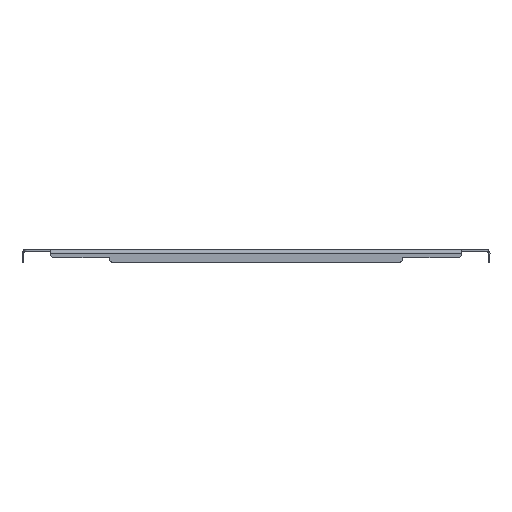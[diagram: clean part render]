
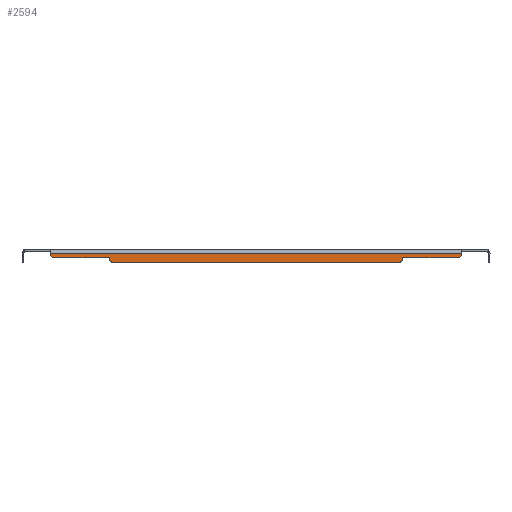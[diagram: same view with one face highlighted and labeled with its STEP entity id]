
A CAD part, front view. The second image highlights one B-rep face of the part: STEP entity #2594.
In plain terms, the highlighted planar face has unit normal (0, -1, 0).
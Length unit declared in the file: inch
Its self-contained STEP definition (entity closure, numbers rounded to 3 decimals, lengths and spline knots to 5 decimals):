
#21 = CARTESIAN_POINT ( 'NONE',  ( 14.46875, -22.46875, -0.2465 ) ) ;
#160 = DIRECTION ( 'NONE',  ( 1., 0., 0. ) ) ;
#184 = CARTESIAN_POINT ( 'NONE',  ( 14.46875, -22.46875, -0.2465 ) ) ;
#244 = LINE ( 'NONE', #1536, #1192 ) ;
#251 = CARTESIAN_POINT ( 'NONE',  ( 14.21875, -22.46875, -0.5415 ) ) ;
#270 = EDGE_CURVE ( 'NONE', #1073, #2208, #823, .T. ) ;
#349 = VERTEX_POINT ( 'NONE', #3300 ) ;
#351 = AXIS2_PLACEMENT_3D ( 'NONE', #2544, #539, #1558 ) ;
#379 = CARTESIAN_POINT ( 'NONE',  ( 10.34375, -22.46875, -0.5415 ) ) ;
#390 = AXIS2_PLACEMENT_3D ( 'NONE', #2788, #2100, #3098 ) ;
#460 = ORIENTED_EDGE ( 'NONE', *, *, #3376, .T. ) ;
#539 = DIRECTION ( 'NONE',  ( 0., -1., 0. ) ) ;
#594 = CARTESIAN_POINT ( 'NONE',  ( -14.46875, -22.46875, -0.2465 ) ) ;
#748 = CARTESIAN_POINT ( 'NONE',  ( -16.34375, -22.46875, -0.5415 ) ) ;
#787 = AXIS2_PLACEMENT_3D ( 'NONE', #3011, #2595, #3887 ) ;
#823 = CIRCLE ( 'NONE', #351, 0.25 ) ;
#851 = CARTESIAN_POINT ( 'NONE',  ( 10.09375, -22.46875, -0.854 ) ) ;
#860 = CARTESIAN_POINT ( 'NONE',  ( 14.46875, -22.46875, -0.2915 ) ) ;
#968 = DIRECTION ( 'NONE',  ( 0., 0., 1. ) ) ;
#975 = ORIENTED_EDGE ( 'NONE', *, *, #3880, .F. ) ;
#987 = CARTESIAN_POINT ( 'NONE',  ( -16.34375, -22.46875, -0.5415 ) ) ;
#1008 = CARTESIAN_POINT ( 'NONE',  ( -14.46875, -22.46875, -0.55025 ) ) ;
#1026 = LINE ( 'NONE', #3629, #3992 ) ;
#1073 = VERTEX_POINT ( 'NONE', #251 ) ;
#1172 = DIRECTION ( 'NONE',  ( 1., 0., 0. ) ) ;
#1192 = VECTOR ( 'NONE', #1172, 39.37008 ) ;
#1203 = CARTESIAN_POINT ( 'NONE',  ( 10.34375, -22.46875, -0.604 ) ) ;
#1207 = DIRECTION ( 'NONE',  ( 0., 0., -1. ) ) ;
#1210 = CARTESIAN_POINT ( 'NONE',  ( -14.46875, -22.46875, -0.2915 ) ) ;
#1313 = DIRECTION ( 'NONE',  ( 1., 0., 0. ) ) ;
#1330 = VERTEX_POINT ( 'NONE', #3139 ) ;
#1333 = CARTESIAN_POINT ( 'NONE',  ( -10.34375, -22.46875, -0.69775 ) ) ;
#1407 = AXIS2_PLACEMENT_3D ( 'NONE', #1431, #4047, #1207 ) ;
#1412 = AXIS2_PLACEMENT_3D ( 'NONE', #2458, #2522, #2475 ) ;
#1431 = CARTESIAN_POINT ( 'NONE',  ( 10.09375, -22.46875, -0.604 ) ) ;
#1432 = VERTEX_POINT ( 'NONE', #1210 ) ;
#1493 = ORIENTED_EDGE ( 'NONE', *, *, #270, .T. ) ;
#1536 = CARTESIAN_POINT ( 'NONE',  ( -16.34375, -22.46875, -0.854 ) ) ;
#1551 = CIRCLE ( 'NONE', #390, 0.25 ) ;
#1558 = DIRECTION ( 'NONE',  ( 0., 0., -1. ) ) ;
#1709 = DIRECTION ( 'NONE',  ( 1., 0., 0. ) ) ;
#1713 = DIRECTION ( 'NONE',  ( 0., 0., -1. ) ) ;
#1732 = ORIENTED_EDGE ( 'NONE', *, *, #1974, .T. ) ;
#1799 = ORIENTED_EDGE ( 'NONE', *, *, #4111, .T. ) ;
#1905 = VERTEX_POINT ( 'NONE', #379 ) ;
#1952 = DIRECTION ( 'NONE',  ( 0., 0., -1. ) ) ;
#1974 = EDGE_CURVE ( 'NONE', #349, #2180, #2340, .T. ) ;
#2032 = LINE ( 'NONE', #3328, #3253 ) ;
#2100 = DIRECTION ( 'NONE',  ( 0., -1., 0. ) ) ;
#2180 = VERTEX_POINT ( 'NONE', #2790 ) ;
#2198 = PLANE ( 'NONE',  #1412 ) ;
#2208 = VERTEX_POINT ( 'NONE', #860 ) ;
#2234 = VECTOR ( 'NONE', #160, 39.37008 ) ;
#2340 = LINE ( 'NONE', #1333, #4062 ) ;
#2360 = CIRCLE ( 'NONE', #787, 0.25 ) ;
#2458 = CARTESIAN_POINT ( 'NONE',  ( -16.34375, -22.46875, 0. ) ) ;
#2475 = DIRECTION ( 'NONE',  ( 0., 0., -1. ) ) ;
#2492 = EDGE_CURVE ( 'NONE', #1905, #1073, #3989, .T. ) ;
#2522 = DIRECTION ( 'NONE',  ( 0., -1., 0. ) ) ;
#2544 = CARTESIAN_POINT ( 'NONE',  ( 14.21875, -22.46875, -0.2915 ) ) ;
#2557 = EDGE_CURVE ( 'NONE', #1905, #3776, #2032, .T. ) ;
#2594 = ADVANCED_FACE ( 'NONE', ( #2784 ), #2198, .T. ) ;
#2595 = DIRECTION ( 'NONE',  ( 0., -1., 0. ) ) ;
#2652 = LINE ( 'NONE', #987, #3654 ) ;
#2715 = EDGE_CURVE ( 'NONE', #1330, #2722, #244, .T. ) ;
#2722 = VERTEX_POINT ( 'NONE', #851 ) ;
#2762 = EDGE_CURVE ( 'NONE', #1432, #3912, #2929, .T. ) ;
#2784 = FACE_OUTER_BOUND ( 'NONE', #3762, .T. ) ;
#2788 = CARTESIAN_POINT ( 'NONE',  ( -10.09375, -22.46875, -0.604 ) ) ;
#2790 = CARTESIAN_POINT ( 'NONE',  ( -10.34375, -22.46875, -0.604 ) ) ;
#2929 = LINE ( 'NONE', #1008, #4127 ) ;
#2978 = CIRCLE ( 'NONE', #1407, 0.25 ) ;
#3011 = CARTESIAN_POINT ( 'NONE',  ( -14.21875, -22.46875, -0.2915 ) ) ;
#3098 = DIRECTION ( 'NONE',  ( 0., 0., -1. ) ) ;
#3118 = ORIENTED_EDGE ( 'NONE', *, *, #3360, .T. ) ;
#3139 = CARTESIAN_POINT ( 'NONE',  ( -10.09375, -22.46875, -0.854 ) ) ;
#3253 = VECTOR ( 'NONE', #1713, 39.37008 ) ;
#3292 = ORIENTED_EDGE ( 'NONE', *, *, #2715, .T. ) ;
#3300 = CARTESIAN_POINT ( 'NONE',  ( -10.34375, -22.46875, -0.5415 ) ) ;
#3328 = CARTESIAN_POINT ( 'NONE',  ( 10.34375, -22.46875, -0.69775 ) ) ;
#3360 = EDGE_CURVE ( 'NONE', #3827, #349, #2652, .T. ) ;
#3376 = EDGE_CURVE ( 'NONE', #2208, #4077, #1026, .T. ) ;
#3379 = EDGE_CURVE ( 'NONE', #1432, #3827, #2360, .T. ) ;
#3430 = EDGE_CURVE ( 'NONE', #2722, #3776, #2978, .T. ) ;
#3485 = ORIENTED_EDGE ( 'NONE', *, *, #3430, .T. ) ;
#3520 = VECTOR ( 'NONE', #1313, 39.37008 ) ;
#3629 = CARTESIAN_POINT ( 'NONE',  ( 14.46875, -22.46875, 0. ) ) ;
#3654 = VECTOR ( 'NONE', #1709, 39.37008 ) ;
#3695 = ORIENTED_EDGE ( 'NONE', *, *, #3379, .T. ) ;
#3762 = EDGE_LOOP ( 'NONE', ( #3874, #1493, #460, #975, #3980, #3695, #3118, #1732, #1799, #3292, #3485, #3961 ) ) ;
#3776 = VERTEX_POINT ( 'NONE', #1203 ) ;
#3827 = VERTEX_POINT ( 'NONE', #3896 ) ;
#3874 = ORIENTED_EDGE ( 'NONE', *, *, #2492, .T. ) ;
#3880 = EDGE_CURVE ( 'NONE', #3912, #4077, #4149, .T. ) ;
#3887 = DIRECTION ( 'NONE',  ( 0., 0., -1. ) ) ;
#3896 = CARTESIAN_POINT ( 'NONE',  ( -14.21875, -22.46875, -0.5415 ) ) ;
#3912 = VERTEX_POINT ( 'NONE', #594 ) ;
#3942 = DIRECTION ( 'NONE',  ( 0., 0., 1. ) ) ;
#3961 = ORIENTED_EDGE ( 'NONE', *, *, #2557, .F. ) ;
#3980 = ORIENTED_EDGE ( 'NONE', *, *, #2762, .F. ) ;
#3989 = LINE ( 'NONE', #748, #2234 ) ;
#3992 = VECTOR ( 'NONE', #968, 39.37008 ) ;
#4047 = DIRECTION ( 'NONE',  ( 0., -1., 0. ) ) ;
#4062 = VECTOR ( 'NONE', #1952, 39.37008 ) ;
#4077 = VERTEX_POINT ( 'NONE', #184 ) ;
#4111 = EDGE_CURVE ( 'NONE', #2180, #1330, #1551, .T. ) ;
#4127 = VECTOR ( 'NONE', #3942, 39.37008 ) ;
#4149 = LINE ( 'NONE', #21, #3520 ) ;
